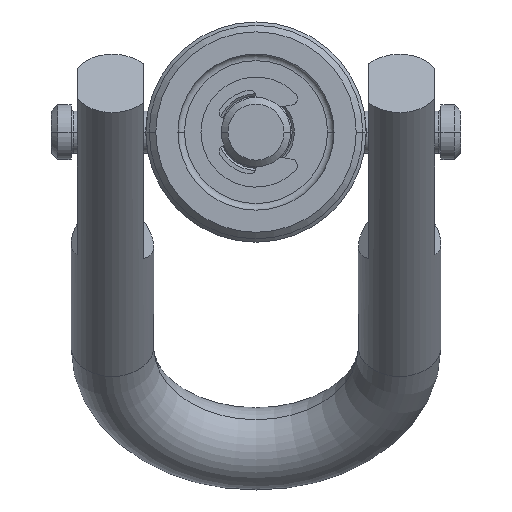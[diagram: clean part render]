
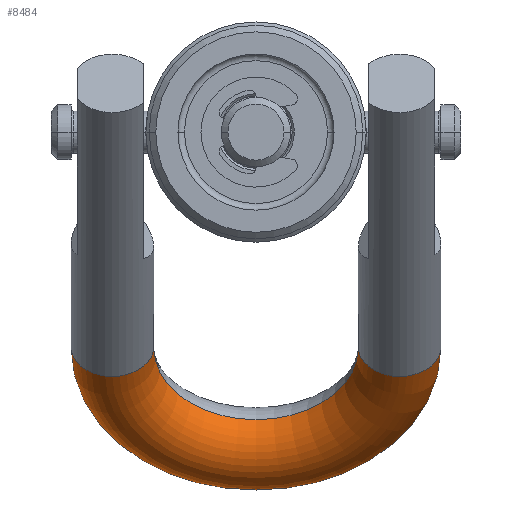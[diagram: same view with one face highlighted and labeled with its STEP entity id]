
A CAD part, front view. The second image highlights one B-rep face of the part: STEP entity #8484.
In plain terms, the highlighted toroidal (fillet/blend) face has major radius 16.573 mm and minor radius 4.763 mm.
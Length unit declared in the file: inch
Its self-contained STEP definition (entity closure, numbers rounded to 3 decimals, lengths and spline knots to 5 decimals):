
#7939=CARTESIAN_POINT('',(-0.6525,1.382,0.));
#7940=DIRECTION('',(0.,-1.,0.));
#7941=DIRECTION('',(-1.,0.,0.));
#7942=AXIS2_PLACEMENT_3D('',#7939,#7940,#7941);
#8025=CARTESIAN_POINT('',(0.,1.382,0.));
#8026=DIRECTION('',(0.,0.,1.));
#8027=DIRECTION('',(1.,0.,0.));
#8028=AXIS2_PLACEMENT_3D('',#8025,#8026,#8027);
#8030=CARTESIAN_POINT('',(0.6525,1.382,0.));
#8031=DIRECTION('',(0.,1.,0.));
#8032=DIRECTION('',(1.,0.,0.));
#8033=AXIS2_PLACEMENT_3D('',#8030,#8031,#8032);
#8035=CARTESIAN_POINT('',(0.,1.382,0.));
#8036=DIRECTION('',(0.,0.,1.));
#8037=DIRECTION('',(1.,0.,0.));
#8038=AXIS2_PLACEMENT_3D('',#8035,#8036,#8037);
#8120=CARTESIAN_POINT('',(0.465,1.382,0.));
#8121=CARTESIAN_POINT('',(0.84,1.382,0.));
#8122=VERTEX_POINT('',#8120);
#8123=VERTEX_POINT('',#8121);
#8124=CARTESIAN_POINT('',(-0.465,1.382,0.));
#8125=CARTESIAN_POINT('',(-0.84,1.382,0.));
#8126=VERTEX_POINT('',#8124);
#8127=VERTEX_POINT('',#8125);
#8473=CARTESIAN_POINT('',(0.,1.382,0.));
#8474=DIRECTION('',(0.,0.,1.));
#8475=DIRECTION('',(-1.,0.,0.));
#8476=AXIS2_PLACEMENT_3D('',#8473,#8474,#8475);
#8477=TOROIDAL_SURFACE('',#8476,0.6525,0.1875);
#8478=ORIENTED_EDGE('',*,*,#8325,.F.);
#8479=ORIENTED_EDGE('',*,*,#8468,.T.);
#8480=ORIENTED_EDGE('',*,*,#8384,.T.);
#8481=ORIENTED_EDGE('',*,*,#8465,.F.);
#8482=EDGE_LOOP('',(#8478,#8479,#8480,#8481));
#8483=FACE_OUTER_BOUND('',#8482,.F.);
#8484=ADVANCED_FACE('',(#8483),#8477,.T.);
#7943=CIRCLE('',#7942,0.1875);
#8029=CIRCLE('',#8028,0.465);
#8034=CIRCLE('',#8033,0.1875);
#8039=CIRCLE('',#8038,0.84);
#8325=EDGE_CURVE('',#8123,#8122,#8034,.T.);
#8384=EDGE_CURVE('',#8127,#8126,#7943,.T.);
#8465=EDGE_CURVE('',#8122,#8126,#8029,.T.);
#8468=EDGE_CURVE('',#8123,#8127,#8039,.T.);
